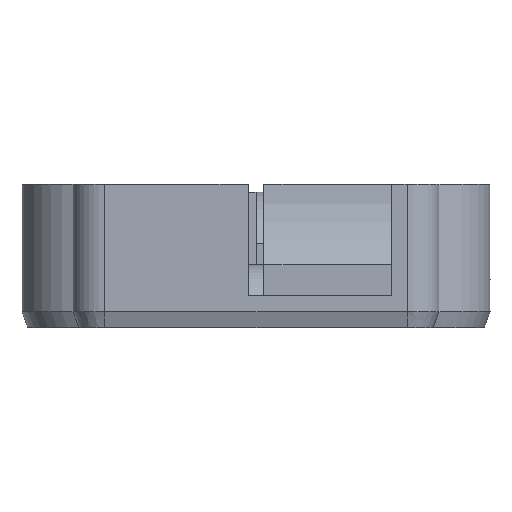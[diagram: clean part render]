
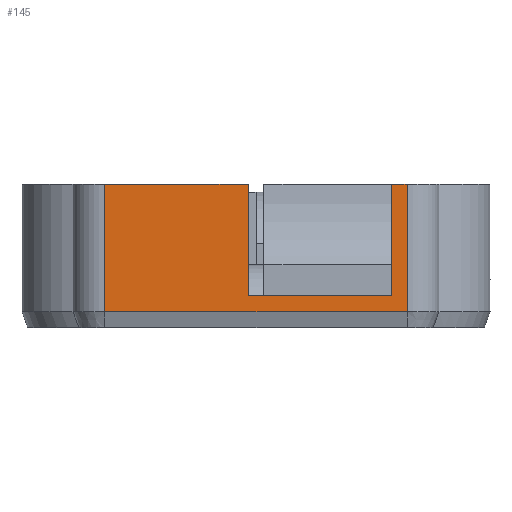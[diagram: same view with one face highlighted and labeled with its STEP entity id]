
A CAD part, left-side view. The second image highlights one B-rep face of the part: STEP entity #145.
In plain terms, the highlighted planar face has unit normal (-1, 0, 0).
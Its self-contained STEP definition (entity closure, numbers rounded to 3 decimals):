
#35 = VERTEX_POINT ( 'NONE', #2208 ) ;
#91 = VERTEX_POINT ( 'NONE', #1532 ) ;
#145 = ADVANCED_FACE ( 'NONE', ( #216 ), #2375, .F. ) ;
#216 = FACE_OUTER_BOUND ( 'NONE', #2408, .T. ) ;
#342 = CARTESIAN_POINT ( 'NONE',  ( -15.069, -12.786, 7. ) ) ;
#388 = CARTESIAN_POINT ( 'NONE',  ( -15.069, -12.786, 7. ) ) ;
#545 = ORIENTED_EDGE ( 'NONE', *, *, #3097, .T. ) ;
#609 = VERTEX_POINT ( 'NONE', #2115 ) ;
#652 = ORIENTED_EDGE ( 'NONE', *, *, #3089, .T. ) ;
#674 = CARTESIAN_POINT ( 'NONE',  ( -15.069, 8.214, 7. ) ) ;
#721 = ORIENTED_EDGE ( 'NONE', *, *, #3483, .F. ) ;
#853 = AXIS2_PLACEMENT_3D ( 'NONE', #388, #3751, #1807 ) ;
#881 = VERTEX_POINT ( 'NONE', #674 ) ;
#919 = VERTEX_POINT ( 'NONE', #2058 ) ;
#1167 = ORIENTED_EDGE ( 'NONE', *, *, #3091, .T. ) ;
#1176 = ORIENTED_EDGE ( 'NONE', *, *, #3086, .F. ) ;
#1278 = VECTOR ( 'NONE', #3188, 1000. ) ;
#1331 = LINE ( 'NONE', #3222, #1278 ) ;
#1432 = ORIENTED_EDGE ( 'NONE', *, *, #3280, .F. ) ;
#1502 = ORIENTED_EDGE ( 'NONE', *, *, #3330, .F. ) ;
#1513 = VECTOR ( 'NONE', #3471, 1000. ) ;
#1524 = LINE ( 'NONE', #3470, #1513 ) ;
#1530 = DIRECTION ( 'NONE',  ( 0., 0., -1. ) ) ;
#1532 = CARTESIAN_POINT ( 'NONE',  ( -15.069, -0.786, 0. ) ) ;
#1535 = CARTESIAN_POINT ( 'NONE',  ( -15.069, 8.214, 7. ) ) ;
#1545 = DIRECTION ( 'NONE',  ( 0., 0., 1. ) ) ;
#1557 = DIRECTION ( 'NONE',  ( 0., -1., 0. ) ) ;
#1625 = CARTESIAN_POINT ( 'NONE',  ( -15.069, -10.786, -1. ) ) ;
#1721 = DIRECTION ( 'NONE',  ( 0., 0., -1. ) ) ;
#1807 = DIRECTION ( 'NONE',  ( 0., 1., 0. ) ) ;
#1857 = VECTOR ( 'NONE', #3913, 1000. ) ;
#1886 = LINE ( 'NONE', #3922, #1857 ) ;
#1985 = VECTOR ( 'NONE', #3876, 1000. ) ;
#2013 = LINE ( 'NONE', #342, #1985 ) ;
#2058 = CARTESIAN_POINT ( 'NONE',  ( -15.069, -9.786, 0. ) ) ;
#2115 = CARTESIAN_POINT ( 'NONE',  ( -15.069, -10.786, -1. ) ) ;
#2163 = CARTESIAN_POINT ( 'NONE',  ( -15.069, -10.786, 7. ) ) ;
#2208 = CARTESIAN_POINT ( 'NONE',  ( -15.069, -9.786, 7. ) ) ;
#2317 = VECTOR ( 'NONE', #1530, 1000. ) ;
#2326 = VECTOR ( 'NONE', #1557, 1000. ) ;
#2352 = LINE ( 'NONE', #1535, #2317 ) ;
#2360 = VECTOR ( 'NONE', #1545, 1000. ) ;
#2370 = VECTOR ( 'NONE', #1721, 1000. ) ;
#2375 = PLANE ( 'NONE',  #853 ) ;
#2376 = LINE ( 'NONE', #2163, #2360 ) ;
#2381 = LINE ( 'NONE', #1625, #2326 ) ;
#2407 = LINE ( 'NONE', #2416, #2370 ) ;
#2408 = EDGE_LOOP ( 'NONE', ( #545, #1167, #652, #1432, #721, #3247, #1176, #1502 ) ) ;
#2416 = CARTESIAN_POINT ( 'NONE',  ( -15.069, -0.786, 0. ) ) ;
#2883 = CARTESIAN_POINT ( 'NONE',  ( -15.069, -0.786, 7. ) ) ;
#2913 = VERTEX_POINT ( 'NONE', #3252 ) ;
#2959 = VERTEX_POINT ( 'NONE', #2883 ) ;
#2993 = CARTESIAN_POINT ( 'NONE',  ( -15.069, 8.214, -1. ) ) ;
#3086 = EDGE_CURVE ( 'NONE', #2959, #91, #2407, .T. ) ;
#3089 = EDGE_CURVE ( 'NONE', #609, #2913, #2376, .T. ) ;
#3091 = EDGE_CURVE ( 'NONE', #3685, #609, #2381, .T. ) ;
#3097 = EDGE_CURVE ( 'NONE', #881, #3685, #2352, .T. ) ;
#3188 = DIRECTION ( 'NONE',  ( 0., 1., 0. ) ) ;
#3222 = CARTESIAN_POINT ( 'NONE',  ( -15.069, -0.786, 0. ) ) ;
#3247 = ORIENTED_EDGE ( 'NONE', *, *, #3583, .T. ) ;
#3252 = CARTESIAN_POINT ( 'NONE',  ( -15.069, -10.786, 7. ) ) ;
#3280 = EDGE_CURVE ( 'NONE', #35, #2913, #2013, .T. ) ;
#3330 = EDGE_CURVE ( 'NONE', #881, #2959, #1886, .T. ) ;
#3470 = CARTESIAN_POINT ( 'NONE',  ( -15.069, -9.786, 7. ) ) ;
#3471 = DIRECTION ( 'NONE',  ( 0., 0., 1. ) ) ;
#3483 = EDGE_CURVE ( 'NONE', #919, #35, #1524, .T. ) ;
#3583 = EDGE_CURVE ( 'NONE', #919, #91, #1331, .T. ) ;
#3685 = VERTEX_POINT ( 'NONE', #2993 ) ;
#3751 = DIRECTION ( 'NONE',  ( 1., 0., 0. ) ) ;
#3876 = DIRECTION ( 'NONE',  ( 0., -1., 0. ) ) ;
#3913 = DIRECTION ( 'NONE',  ( 0., -1., 0. ) ) ;
#3922 = CARTESIAN_POINT ( 'NONE',  ( -15.069, -12.786, 7. ) ) ;
